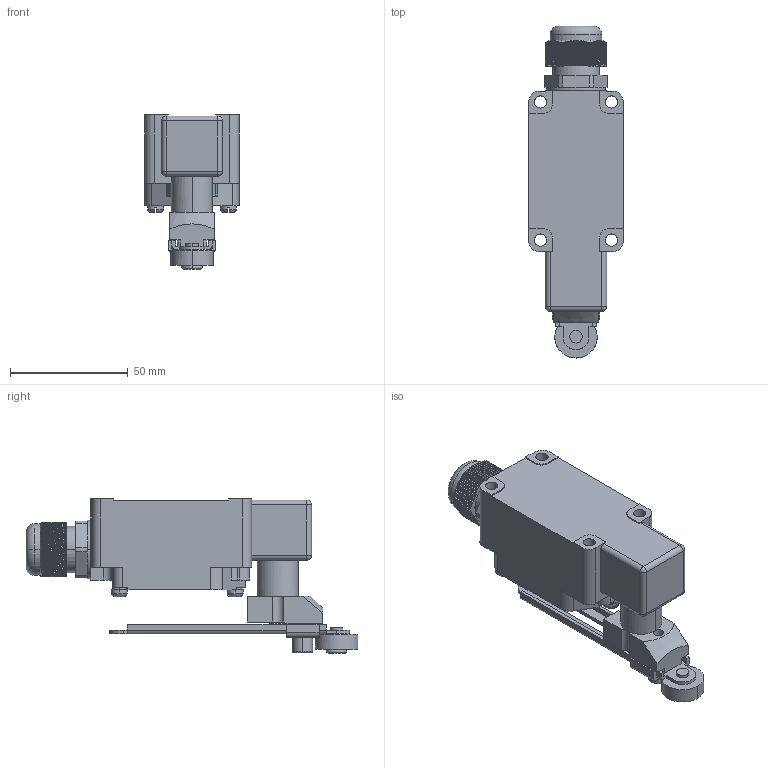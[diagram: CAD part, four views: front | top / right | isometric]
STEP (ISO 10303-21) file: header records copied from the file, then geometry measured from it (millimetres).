
FILE_DESCRIPTION((''),'2;1');
FILE_NAME('ASM0001_ASM','2024-11-22T',('Administrator'),('zyb.com'),'PRO/ENGINEER BY PARAMETRIC TECHNOLOGY CORPORATION, 2010280','PRO/ENGINEER BY PARAMETRIC TECHNOLOGY CORPORATION, 2010280','');
FILE_SCHEMA(('CONFIG_CONTROL_DESIGN'));
Length unit declared in the file: millimetre
Products named in the file (3): Y20241122001; LA167-Z5-108; ASM0001_ASM
Assembly tree (2 placements, depth 2):
  ASM0001_ASM
    Y20241122001
    LA167-Z5-108
Bounding box: 40 x 141 x 65.5 mm (x, y, z)
Volume: 130813 mm3; surface area: 32443 mm2
Topology: 2 solids, 2 shells, 665 faces, 1877 edges, 1228 vertices
Faces by surface type: plane 424, cylinder 210, torus 22, cone 5, sphere 4
Entity records: 22088 total; most frequent: CARTESIAN_POINT 4969, ORIENTED_EDGE 3754, DIRECTION 3349, EDGE_CURVE 1877, VERTEX_POINT 1228, AXIS2_PLACEMENT_3D 1119, VECTOR 1111, LINE 1111
